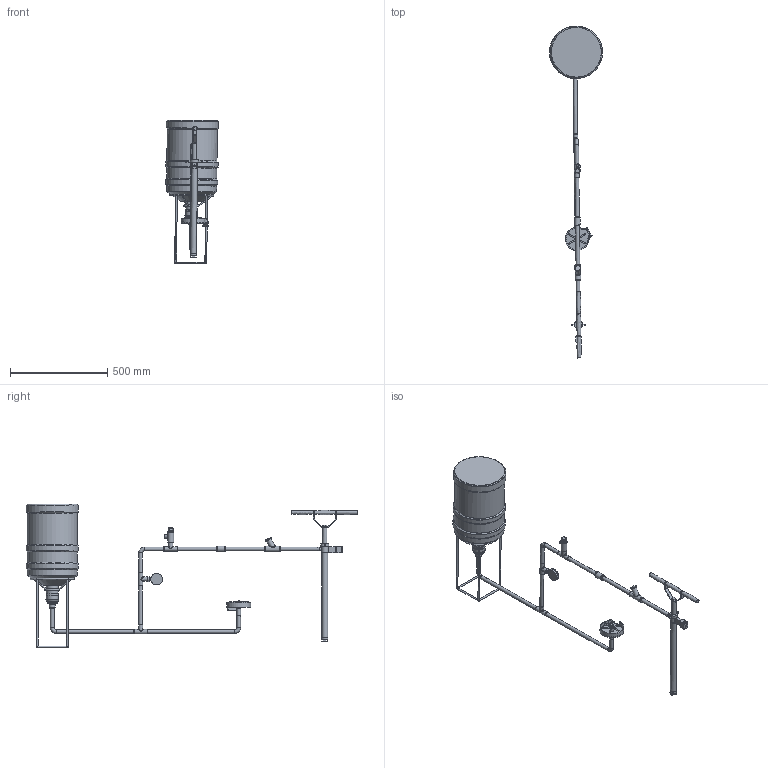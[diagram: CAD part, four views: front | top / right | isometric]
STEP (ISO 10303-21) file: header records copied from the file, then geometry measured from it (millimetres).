
FILE_DESCRIPTION(/* description */ ('STEP AP242','CAx-IF Rec.Pracs.---Representation and Presentation of Product Manufacturing Information (PMI)---4.0---2014-10-13','CAx-IF Rec.Pracs.---3D Tessellated Geometry---0.4---2014-09-14','2;1'),/* implementation_level */ '2;1');
FILE_NAME(/* name */ '65b4f549a2265e7de7e3f57c',/* time_stamp */ '2024-01-27T12:21:30Z',/* author */ (''),/* organization */ (''),/* preprocessor_version */ 'ST-DEVELOPER v19.4',/* originating_system */ ' ',/* authorisation */ ' ');
FILE_SCHEMA (('AP242_MANAGED_MODEL_BASED_3D_ENGINEERING_MIM_LF { 1 0 10303 442 1 1 4 }'));
Length unit declared in the file: metre
Products named in the file (18): Assembly 1; Part 1; Part 2; Assembly 1 <1>
Assembly tree (21 placements, depth 3):
  Assembly 1
    Part 1
    Part 1
    Part 1
    Part 1
    Part 1  x3
    Part 1
    Part 2
    Assembly 1 <1>
      Part 1
      Part 2
    Part 1  x3
    Part 1
    Part 1
    Part 1
    Part 1
    Part 1
    Part 1
Bounding box: 273.73 x 1708.79 x 741.03 mm (x, y, z)
Volume: 2528380.1 mm3; surface area: 1456700.8 mm2
Topology: 20 solids, 20 shells, 481 faces, 1134 edges, 712 vertices
Faces by surface type: plane 242, cylinder 136, bspline 45, torus 30, cone 16, sphere 12
Full cylindrical faces by diameter (mm): 1 x5, 2 x1, 6 x8, 8 x8, 10 x1, 13 x10, 15 x4, 16 x1, 17 x2, 19 x10, 20 x3, 22 x7, 23 x4, 25 x2, 28 x1, 30 x6, 32 x2, 42 x1, 51 x1, 53 x1, 54 x1, 55 x2, 59 x1, 60 x3, 64 x1, 253 x3, 258 x3, 265 x3, 270 x3
Entity records: 14454 total; most frequent: CARTESIAN_POINT 3847, DIRECTION 2040, ORIENTED_EDGE 1738, EDGE_CURVE 869, AXIS2_PLACEMENT_3D 800, EDGE_LOOP 663, FACE_BOUND 663, VERTEX_POINT 630
